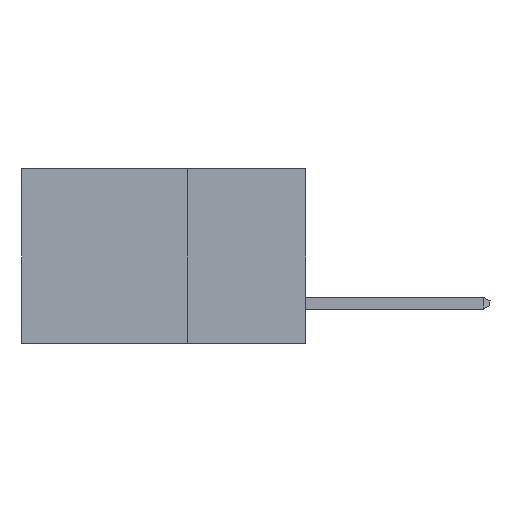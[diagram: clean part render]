
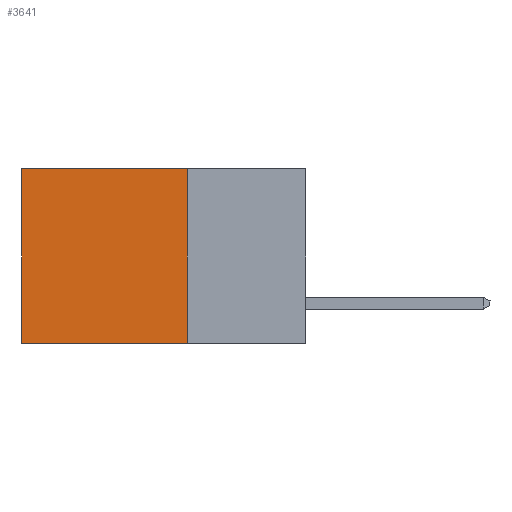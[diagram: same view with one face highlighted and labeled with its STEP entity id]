
A CAD part, left-side view. The second image highlights one B-rep face of the part: STEP entity #3641.
In plain terms, the highlighted planar face has unit normal (-1, 0, 0).
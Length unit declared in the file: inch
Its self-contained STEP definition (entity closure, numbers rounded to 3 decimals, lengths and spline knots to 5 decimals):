
#400 = CARTESIAN_POINT ( 'NONE',  ( 0.2615, 0.6, -0.37 ) ) ;
#509 = CARTESIAN_POINT ( 'NONE',  ( 0.2615, 0.6, 0. ) ) ;
#842 = EDGE_CURVE ( 'NONE', #12651, #11563, #22815, .T. ) ;
#2193 = LINE ( 'NONE', #400, #12262 ) ;
#2393 = EDGE_CURVE ( 'NONE', #18096, #11563, #2193, .T. ) ;
#3641 = ADVANCED_FACE ( 'NONE', ( #13802 ), #6312, .F. ) ;
#5006 = CARTESIAN_POINT ( 'NONE',  ( 0.2615, 0.25, -0.37 ) ) ;
#6312 = PLANE ( 'NONE',  #7131 ) ;
#7131 = AXIS2_PLACEMENT_3D ( 'NONE', #14188, #17774, #23722 ) ;
#7524 = DIRECTION ( 'NONE',  ( 0., 0., -1. ) ) ;
#11388 = EDGE_CURVE ( 'NONE', #16824, #18096, #12229, .T. ) ;
#11563 = VERTEX_POINT ( 'NONE', #22441 ) ;
#12229 = LINE ( 'NONE', #19983, #23865 ) ;
#12262 = VECTOR ( 'NONE', #21664, 39.37008 ) ;
#12651 = VERTEX_POINT ( 'NONE', #22253 ) ;
#13072 = CARTESIAN_POINT ( 'NONE',  ( 0.2615, 0.25, -0.37 ) ) ;
#13802 = FACE_OUTER_BOUND ( 'NONE', #21482, .T. ) ;
#14164 = ORIENTED_EDGE ( 'NONE', *, *, #842, .F. ) ;
#14188 = CARTESIAN_POINT ( 'NONE',  ( 0.2615, 0.25, -0.37 ) ) ;
#14243 = CARTESIAN_POINT ( 'NONE',  ( 0.2615, 0.25, 0. ) ) ;
#16286 = VECTOR ( 'NONE', #20874, 39.37008 ) ;
#16523 = ORIENTED_EDGE ( 'NONE', *, *, #23525, .F. ) ;
#16581 = ORIENTED_EDGE ( 'NONE', *, *, #2393, .T. ) ;
#16824 = VERTEX_POINT ( 'NONE', #14243 ) ;
#17774 = DIRECTION ( 'NONE',  ( 1., 0., 0. ) ) ;
#17858 = ORIENTED_EDGE ( 'NONE', *, *, #11388, .T. ) ;
#18096 = VERTEX_POINT ( 'NONE', #509 ) ;
#19250 = LINE ( 'NONE', #13072, #23966 ) ;
#19983 = CARTESIAN_POINT ( 'NONE',  ( 0.2615, 0.25, 0. ) ) ;
#20874 = DIRECTION ( 'NONE',  ( 0., 1., 0. ) ) ;
#21482 = EDGE_LOOP ( 'NONE', ( #16581, #14164, #16523, #17858 ) ) ;
#21664 = DIRECTION ( 'NONE',  ( 0., 0., -1. ) ) ;
#22253 = CARTESIAN_POINT ( 'NONE',  ( 0.2615, 0.25, -0.37 ) ) ;
#22441 = CARTESIAN_POINT ( 'NONE',  ( 0.2615, 0.6, -0.37 ) ) ;
#22815 = LINE ( 'NONE', #5006, #16286 ) ;
#23525 = EDGE_CURVE ( 'NONE', #16824, #12651, #19250, .T. ) ;
#23720 = DIRECTION ( 'NONE',  ( 0., 1., 0. ) ) ;
#23722 = DIRECTION ( 'NONE',  ( 0., 0., -1. ) ) ;
#23865 = VECTOR ( 'NONE', #23720, 39.37008 ) ;
#23966 = VECTOR ( 'NONE', #7524, 39.37008 ) ;
